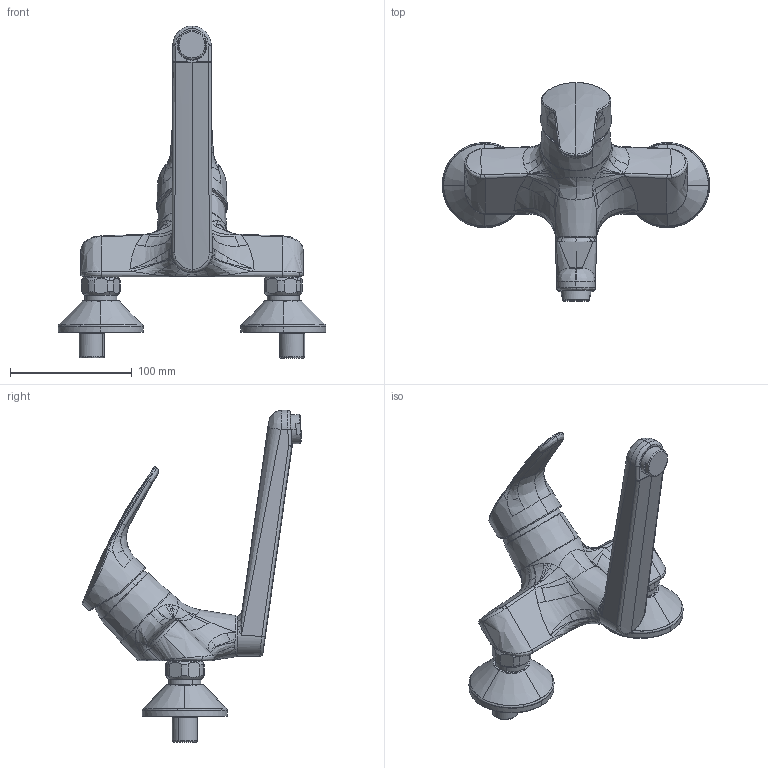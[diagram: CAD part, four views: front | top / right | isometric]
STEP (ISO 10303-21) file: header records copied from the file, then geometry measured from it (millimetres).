
FILE_DESCRIPTION (( 'STEP AP203' ), '1' );
FILE_NAME ('01948183.STEP', '2018-05-17T05:19:01', ( '' ), ( '' ), 'SwSTEP 2.0', 'SolidWorks 2016', '' );
FILE_SCHEMA (( 'CONFIG_CONTROL_DESIGN' ));
Products named in the file (1): 01948183
Bounding box: 220 x 180.24 x 272.96 mm (x, y, z)
Volume: 665409 mm3; surface area: 104302.5 mm2
Topology: 1 solids, 3 shells, 504 faces, 1248 edges, 752 vertices
Faces by surface type: bspline 266, cylinder 100, plane 76, cone 32, torus 18, sphere 12
Entity records: 43651 total; most frequent: CARTESIAN_POINT 33928, ORIENTED_EDGE 2468, DIRECTION 1241, EDGE_CURVE 1234, VERTEX_POINT 752, B_SPLINE_CURVE_WITH_KNOTS 730, AXIS2_PLACEMENT_3D 525, EDGE_LOOP 520
